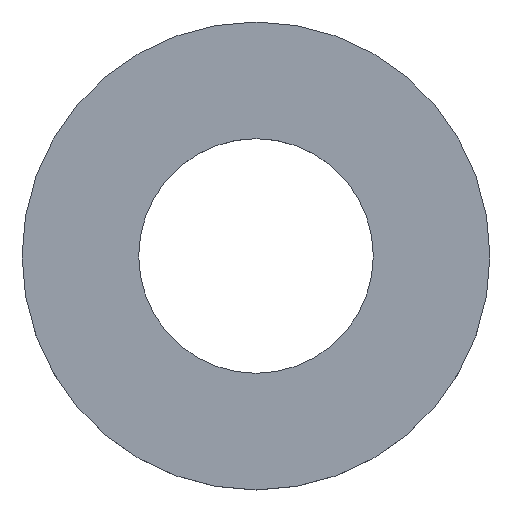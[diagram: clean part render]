
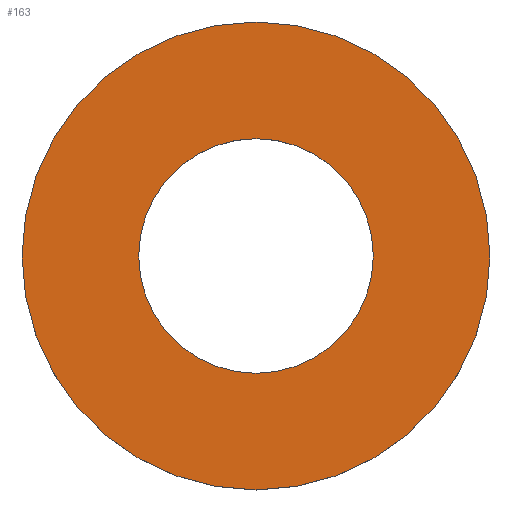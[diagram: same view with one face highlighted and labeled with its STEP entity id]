
A CAD part, top view. The second image highlights one B-rep face of the part: STEP entity #163.
In plain terms, the highlighted planar face has unit normal (0, 0, 1).
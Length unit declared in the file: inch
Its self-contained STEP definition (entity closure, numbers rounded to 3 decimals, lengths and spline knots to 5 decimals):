
#11 = VERTEX_POINT ( 'NONE', #198 ) ;
#12 = CARTESIAN_POINT ( 'NONE',  ( 0., 0., 0.058 ) ) ;
#13 = CARTESIAN_POINT ( 'NONE',  ( 0., 0., 0.058 ) ) ;
#21 = EDGE_LOOP ( 'NONE', ( #73, #111 ) ) ;
#27 = VERTEX_POINT ( 'NONE', #196 ) ;
#28 = DIRECTION ( 'NONE',  ( 0., 0., -1. ) ) ;
#34 = CIRCLE ( 'NONE', #188, 0.345 ) ;
#43 = FACE_BOUND ( 'NONE', #101, .T. ) ;
#46 = DIRECTION ( 'NONE',  ( 1., 0., 0. ) ) ;
#53 = FACE_OUTER_BOUND ( 'NONE', #21, .T. ) ;
#58 = DIRECTION ( 'NONE',  ( 1., 0., 0. ) ) ;
#60 = CARTESIAN_POINT ( 'NONE',  ( 0., 0., 0.058 ) ) ;
#70 = DIRECTION ( 'NONE',  ( 0., 0., -1. ) ) ;
#73 = ORIENTED_EDGE ( 'NONE', *, *, #171, .F. ) ;
#82 = VERTEX_POINT ( 'NONE', #212 ) ;
#90 = CARTESIAN_POINT ( 'NONE',  ( 0.173, 0., 0.058 ) ) ;
#91 = DIRECTION ( 'NONE',  ( 0., 0., -1. ) ) ;
#95 = CIRCLE ( 'NONE', #204, 0.173 ) ;
#101 = EDGE_LOOP ( 'NONE', ( #154, #108 ) ) ;
#108 = ORIENTED_EDGE ( 'NONE', *, *, #197, .T. ) ;
#111 = ORIENTED_EDGE ( 'NONE', *, *, #119, .F. ) ;
#112 = CARTESIAN_POINT ( 'NONE',  ( 0., 0., 0.058 ) ) ;
#117 = AXIS2_PLACEMENT_3D ( 'NONE', #13, #70, #200 ) ;
#119 = EDGE_CURVE ( 'NONE', #11, #27, #34, .T. ) ;
#124 = CARTESIAN_POINT ( 'NONE',  ( 0., 0., 0.058 ) ) ;
#134 = AXIS2_PLACEMENT_3D ( 'NONE', #112, #91, #184 ) ;
#151 = EDGE_CURVE ( 'NONE', #82, #193, #213, .T. ) ;
#154 = ORIENTED_EDGE ( 'NONE', *, *, #151, .T. ) ;
#163 = ADVANCED_FACE ( 'NONE', ( #43, #53 ), #168, .F. ) ;
#168 = PLANE ( 'NONE',  #134 ) ;
#171 = EDGE_CURVE ( 'NONE', #27, #11, #192, .T. ) ;
#176 = AXIS2_PLACEMENT_3D ( 'NONE', #12, #28, #58 ) ;
#184 = DIRECTION ( 'NONE',  ( -1., 0., 0. ) ) ;
#185 = DIRECTION ( 'NONE',  ( 0., 0., -1. ) ) ;
#188 = AXIS2_PLACEMENT_3D ( 'NONE', #124, #185, #46 ) ;
#192 = CIRCLE ( 'NONE', #117, 0.345 ) ;
#193 = VERTEX_POINT ( 'NONE', #90 ) ;
#196 = CARTESIAN_POINT ( 'NONE',  ( -0.345, 0., 0.058 ) ) ;
#197 = EDGE_CURVE ( 'NONE', #193, #82, #95, .T. ) ;
#198 = CARTESIAN_POINT ( 'NONE',  ( 0.345, 0., 0.058 ) ) ;
#200 = DIRECTION ( 'NONE',  ( 1., 0., 0. ) ) ;
#204 = AXIS2_PLACEMENT_3D ( 'NONE', #60, #207, #208 ) ;
#207 = DIRECTION ( 'NONE',  ( 0., 0., -1. ) ) ;
#208 = DIRECTION ( 'NONE',  ( 1., 0., 0. ) ) ;
#212 = CARTESIAN_POINT ( 'NONE',  ( -0.173, 0., 0.058 ) ) ;
#213 = CIRCLE ( 'NONE', #176, 0.173 ) ;
